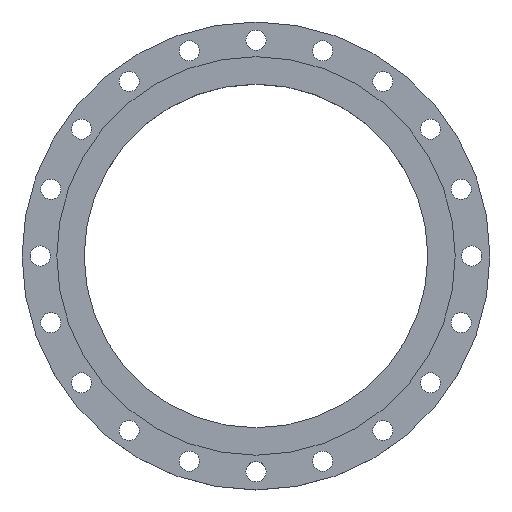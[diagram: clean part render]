
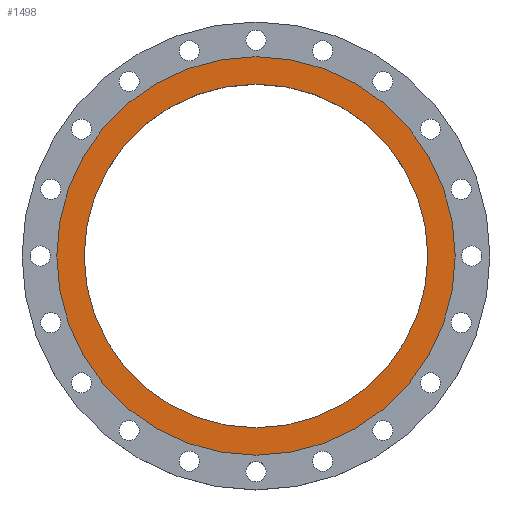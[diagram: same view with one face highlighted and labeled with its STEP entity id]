
A CAD part, top view. The second image highlights one B-rep face of the part: STEP entity #1498.
In plain terms, the highlighted planar face has unit normal (0, 0, 1).
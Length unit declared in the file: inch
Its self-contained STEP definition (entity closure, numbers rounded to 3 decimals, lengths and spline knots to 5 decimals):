
#51 = CARTESIAN_POINT ( 'NONE',  ( 13.625, 0., 0. ) ) ;
#55 = AXIS2_PLACEMENT_3D ( 'NONE', #1916, #1931, #1774 ) ;
#153 = CARTESIAN_POINT ( 'NONE',  ( -11.75, 0., 0. ) ) ;
#215 = EDGE_CURVE ( 'NONE', #1428, #419, #1841, .T. ) ;
#390 = VERTEX_POINT ( 'NONE', #153 ) ;
#418 = CARTESIAN_POINT ( 'NONE',  ( 0., 11.75, 0. ) ) ;
#419 = VERTEX_POINT ( 'NONE', #605 ) ;
#439 = CIRCLE ( 'NONE', #1193, 11.75 ) ;
#554 = CARTESIAN_POINT ( 'NONE',  ( 11.75, 0., 0. ) ) ;
#605 = CARTESIAN_POINT ( 'NONE',  ( -13.625, 0., 0. ) ) ;
#647 = DIRECTION ( 'NONE',  ( 0., 0., 1. ) ) ;
#656 = CARTESIAN_POINT ( 'NONE',  ( 0., 0., 0. ) ) ;
#698 = CIRCLE ( 'NONE', #868, 11.75 ) ;
#748 = ORIENTED_EDGE ( 'NONE', *, *, #1757, .F. ) ;
#868 = AXIS2_PLACEMENT_3D ( 'NONE', #1128, #647, #2022 ) ;
#893 = DIRECTION ( 'NONE',  ( 0., 0., -1. ) ) ;
#1007 = EDGE_LOOP ( 'NONE', ( #1271, #2030 ) ) ;
#1036 = VERTEX_POINT ( 'NONE', #554 ) ;
#1128 = CARTESIAN_POINT ( 'NONE',  ( 0., 0., 0. ) ) ;
#1129 = DIRECTION ( 'NONE',  ( 1., 0., 0. ) ) ;
#1136 = DIRECTION ( 'NONE',  ( 1., 0., 0. ) ) ;
#1187 = EDGE_LOOP ( 'NONE', ( #1272, #748 ) ) ;
#1193 = AXIS2_PLACEMENT_3D ( 'NONE', #656, #1279, #1136 ) ;
#1210 = FACE_OUTER_BOUND ( 'NONE', #1007, .T. ) ;
#1271 = ORIENTED_EDGE ( 'NONE', *, *, #215, .T. ) ;
#1272 = ORIENTED_EDGE ( 'NONE', *, *, #1936, .F. ) ;
#1279 = DIRECTION ( 'NONE',  ( 0., 0., 1. ) ) ;
#1322 = DIRECTION ( 'NONE',  ( 0., 0., 1. ) ) ;
#1371 = PLANE ( 'NONE',  #1850 ) ;
#1428 = VERTEX_POINT ( 'NONE', #51 ) ;
#1465 = CARTESIAN_POINT ( 'NONE',  ( 0., 0., 0. ) ) ;
#1498 = ADVANCED_FACE ( 'NONE', ( #1689, #1210 ), #1371, .F. ) ;
#1610 = CIRCLE ( 'NONE', #1648, 13.625 ) ;
#1648 = AXIS2_PLACEMENT_3D ( 'NONE', #1465, #1322, #1129 ) ;
#1689 = FACE_BOUND ( 'NONE', #1187, .T. ) ;
#1757 = EDGE_CURVE ( 'NONE', #390, #1036, #698, .T. ) ;
#1774 = DIRECTION ( 'NONE',  ( 1., 0., 0. ) ) ;
#1812 = DIRECTION ( 'NONE',  ( -1., 0., 0. ) ) ;
#1830 = EDGE_CURVE ( 'NONE', #419, #1428, #1610, .T. ) ;
#1841 = CIRCLE ( 'NONE', #55, 13.625 ) ;
#1850 = AXIS2_PLACEMENT_3D ( 'NONE', #418, #893, #1812 ) ;
#1916 = CARTESIAN_POINT ( 'NONE',  ( 0., 0., 0. ) ) ;
#1931 = DIRECTION ( 'NONE',  ( 0., 0., 1. ) ) ;
#1936 = EDGE_CURVE ( 'NONE', #1036, #390, #439, .T. ) ;
#2022 = DIRECTION ( 'NONE',  ( 1., 0., 0. ) ) ;
#2030 = ORIENTED_EDGE ( 'NONE', *, *, #1830, .T. ) ;
